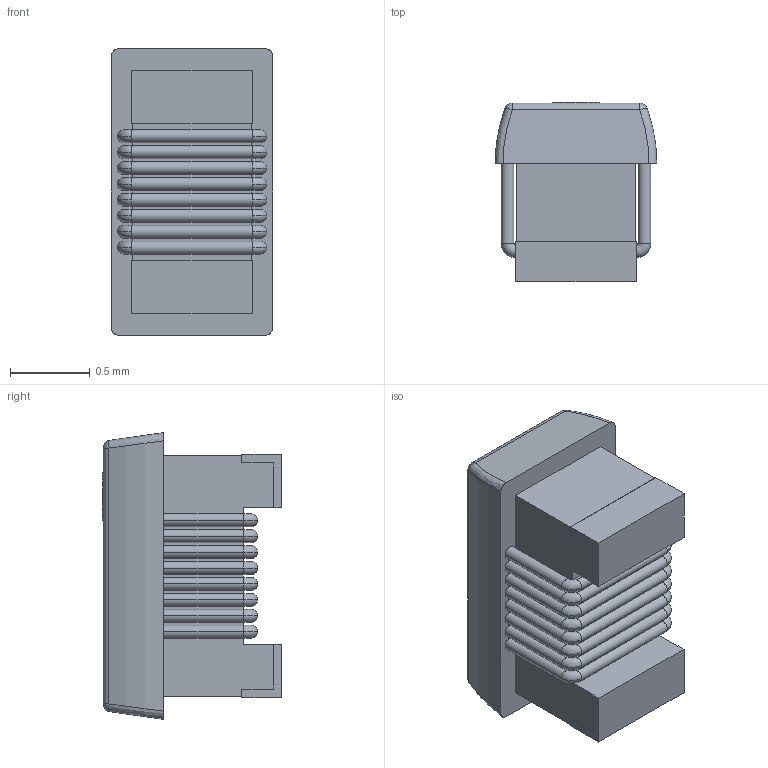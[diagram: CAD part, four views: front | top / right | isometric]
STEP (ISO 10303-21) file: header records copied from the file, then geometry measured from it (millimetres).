
FILE_DESCRIPTION (( 'STEP AP214' ), '1' );
FILE_NAME ('0603LS-241_STEP.STEP', '2024-12-05T08:51:53', ( '' ), ( '' ), 'SwSTEP 2.0', 'SolidWorks 2023', '' );
FILE_SCHEMA (( 'AUTOMOTIVE_DESIGN' ));
Length unit declared in the file: millimetre
Products named in the file (1): 0603LS-241_STEP
Bounding box: 1.02 x 1.12 x 1.8 mm (x, y, z)
Volume: 1.4 mm3; surface area: 12.4 mm2
Topology: 1 solids, 1 shells, 126 faces, 322 edges, 200 vertices
Faces by surface type: cylinder 56, torus 32, plane 30, bspline 4, sphere 4
Entity records: 3985 total; most frequent: CARTESIAN_POINT 777, DIRECTION 732, ORIENTED_EDGE 644, EDGE_CURVE 322, AXIS2_PLACEMENT_3D 299, VERTEX_POINT 200, CIRCLE 176, EDGE_LOOP 144
